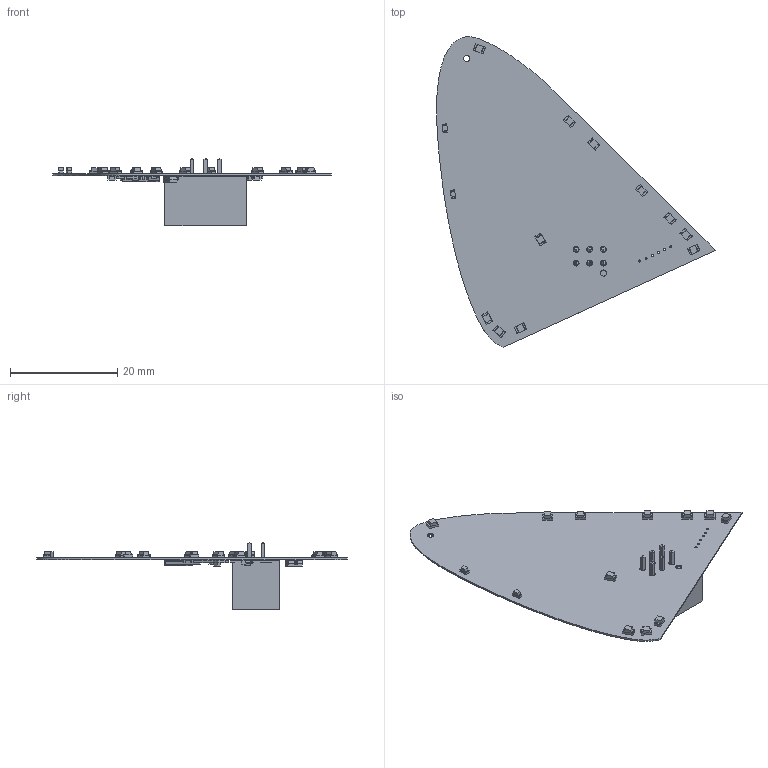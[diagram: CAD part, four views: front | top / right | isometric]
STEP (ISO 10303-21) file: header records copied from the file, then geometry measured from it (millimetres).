
FILE_DESCRIPTION(('KiCad electronic assembly'),'2;1');
FILE_NAME('.step','2025-10-17T23:20:02',('Pcbnew'),('Kicad'), 'Open CASCADE STEP processor 7.8','KiCad to STEP converter','Unknown' );
FILE_SCHEMA(('AUTOMOTIVE_DESIGN { 1 0 10303 214 1 1 1 1 }'));
Length unit declared in the file: millimetre
Products named in the file (17): .step 4; LED_0603_1608Metric; LED_0805_2012Metric; C_0603; C_0402; R_0603; SOT-23-3_L2.9-W1.5-P1.90-LS2.6-BR; kicad_embedded_0E940C7806187C77B065968333A5C2CB; Body; LeadsArray; SOT-363_SC-70-6; kicad_embedded_898091694138C6121F9CC56DDDCEB946; BODY-QFN; FRAME-RSM0032B; Texas Logo; Texas Logo - 1; MetamerBoard_PCB
Assembly tree (44 placements, depth 3):
  .step 4
    LED_0603_1608Metric  x3
    LED_0805_2012Metric  x11
    C_0603  x5
    C_0402
    R_0603  x12
    SOT-23-3_L2.9-W1.5-P1.90-LS2.6-BR
    kicad_embedded_0E940C7806187C77B065968333A5C2CB
      Body
      LeadsArray
    SOT-363_SC-70-6  x2
    kicad_embedded_898091694138C6121F9CC56DDDCEB946
      BODY-QFN
      FRAME-RSM0032B
      Texas Logo
      Texas Logo - 1
    MetamerBoard_PCB
Bounding box: 51.93 x 57.81 x 12.5 mm (x, y, z)
Volume: 1394.4 mm3; surface area: 4885 mm2
Topology: 114 solids, 114 shells, 3005 faces, 7798 edges, 5058 vertices
Faces by surface type: plane 2054, cylinder 485, bspline 436, sphere 21, torus 9
Full cylindrical faces by diameter (mm): 0.219 x1, 0.381 x6, 1.1 x6, 1.152 x2
Entity records: 64410 total; most frequent: CARTESIAN_POINT 14903, ORIENTED_EDGE 9754, DIRECTION 7610, EDGE_CURVE 4877, LINE 3620, VECTOR 3620, VERTEX_POINT 3178, AXIS2_PLACEMENT_3D 1995
